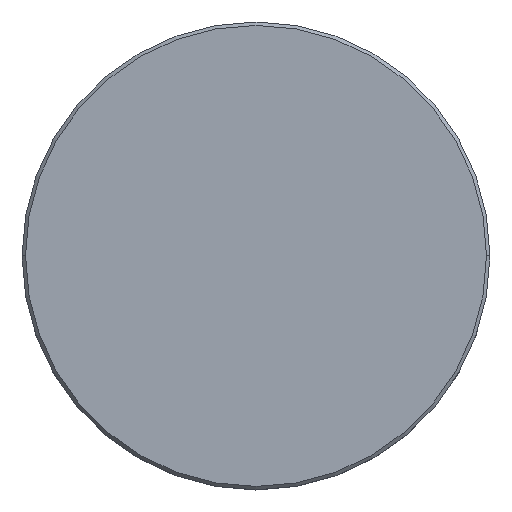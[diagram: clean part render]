
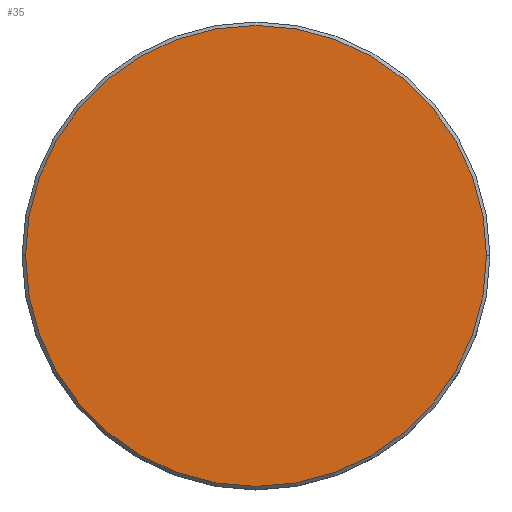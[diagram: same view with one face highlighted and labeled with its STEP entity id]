
A CAD part, top view. The second image highlights one B-rep face of the part: STEP entity #35.
In plain terms, the highlighted planar face has unit normal (0, 0, 1).
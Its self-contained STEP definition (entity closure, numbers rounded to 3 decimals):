
#15 = PLANE ( 'NONE',  #415 ) ;
#20 = CARTESIAN_POINT ( 'NONE',  ( 0., 0., 0. ) ) ;
#35 = ADVANCED_FACE ( 'NONE', ( #435 ), #15, .T. ) ;
#61 = ORIENTED_EDGE ( 'NONE', *, *, #553, .T. ) ;
#123 = CIRCLE ( 'NONE', #447, 33.5 ) ;
#150 = VERTEX_POINT ( 'NONE', #592 ) ;
#180 = DIRECTION ( 'NONE',  ( 1., 0., 0. ) ) ;
#187 = AXIS2_PLACEMENT_3D ( 'NONE', #195, #406, #180 ) ;
#195 = CARTESIAN_POINT ( 'NONE',  ( 0., 0., 0. ) ) ;
#202 = DIRECTION ( 'NONE',  ( 1., 0., 0. ) ) ;
#214 = EDGE_LOOP ( 'NONE', ( #61, #562 ) ) ;
#232 = VERTEX_POINT ( 'NONE', #427 ) ;
#255 = DIRECTION ( 'NONE',  ( 1., 0., 0. ) ) ;
#257 = CARTESIAN_POINT ( 'NONE',  ( 0., 0., 0. ) ) ;
#309 = CIRCLE ( 'NONE', #187, 33.5 ) ;
#339 = DIRECTION ( 'NONE',  ( 0., 0., 1. ) ) ;
#359 = EDGE_CURVE ( 'NONE', #150, #232, #309, .T. ) ;
#406 = DIRECTION ( 'NONE',  ( 0., 0., 1. ) ) ;
#415 = AXIS2_PLACEMENT_3D ( 'NONE', #20, #577, #202 ) ;
#427 = CARTESIAN_POINT ( 'NONE',  ( -33.5, 0., 0. ) ) ;
#435 = FACE_OUTER_BOUND ( 'NONE', #214, .T. ) ;
#447 = AXIS2_PLACEMENT_3D ( 'NONE', #257, #339, #255 ) ;
#553 = EDGE_CURVE ( 'NONE', #232, #150, #123, .T. ) ;
#562 = ORIENTED_EDGE ( 'NONE', *, *, #359, .T. ) ;
#577 = DIRECTION ( 'NONE',  ( 0., 0., 1. ) ) ;
#592 = CARTESIAN_POINT ( 'NONE',  ( 33.5, 0., 0. ) ) ;
